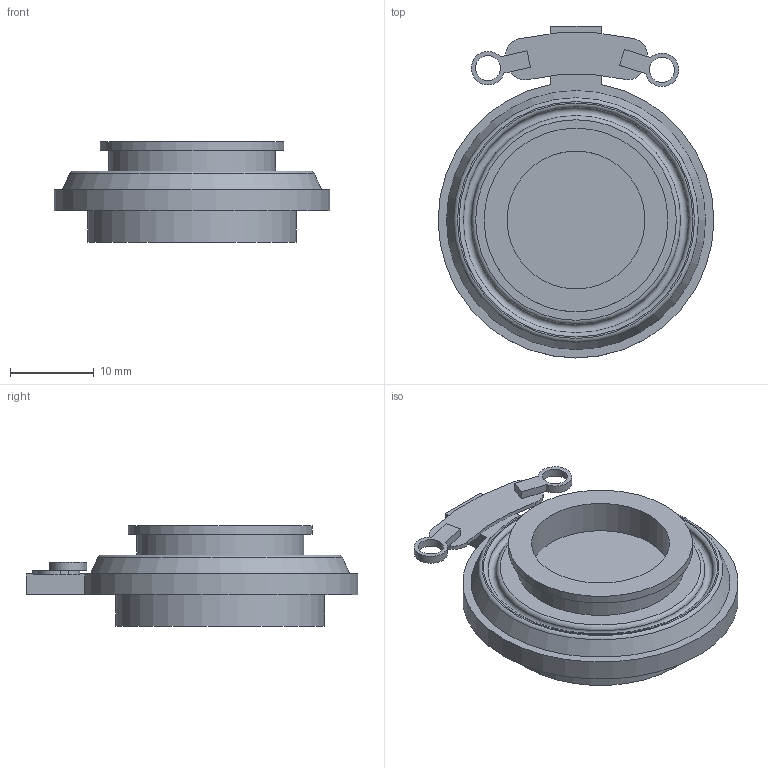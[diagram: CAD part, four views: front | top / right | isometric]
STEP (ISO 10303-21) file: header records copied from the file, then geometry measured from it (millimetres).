
FILE_DESCRIPTION(/* description */ ('Alibre Inc.'),/* implementation_level */ '2;1');
FILE_NAME(/* name */ 'export0',/* time_stamp */ '2018-03-09T19:41:53-06:00',/* author */ (''),/* organization */ (''),/* preprocessor_version */ 'ST-DEVELOPER v14',/* originating_system */ 'Alibre',/* authorisation */ '');
FILE_SCHEMA (('AUTOMOTIVE_DESIGN'));
Length unit declared in the file: centimetre
Bounding box: 33 x 39.73 x 12 mm (x, y, z)
Volume: 5962.7 mm3; surface area: 3455.3 mm2
Topology: 4 solids, 4 shells, 45 faces, 91 edges, 60 vertices
Faces by surface type: plane 25, cylinder 15, torus 4, cone 1
Full cylindrical faces by diameter (mm): 3 x2, 16.5 x1, 20 x1, 22 x1, 25 x1
Entity records: 1051 total; most frequent: DIRECTION 170, CARTESIAN_POINT 162, ORIENTED_EDGE 130, AXIS2_PLACEMENT_3D 81, EDGE_CURVE 65, EDGE_LOOP 56, FACE_BOUND 56, VERTEX_POINT 49
